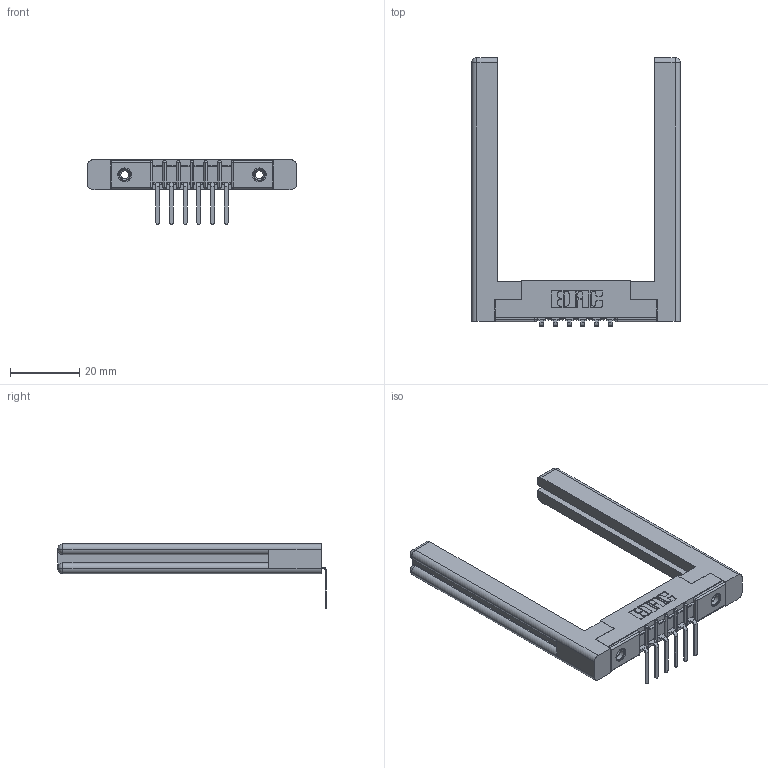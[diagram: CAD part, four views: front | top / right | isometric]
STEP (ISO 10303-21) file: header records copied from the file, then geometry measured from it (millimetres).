
FILE_DESCRIPTION (( 'STEP AP203' ), '1' );
FILE_NAME ('357-006-557-158.STEP', '2019-09-16T17:13:00', ( '' ), ( '' ), 'SwSTEP 2.0', 'SolidWorks 2016', '' );
FILE_SCHEMA (( 'CONFIG_CONTROL_DESIGN' ));
Length unit declared in the file: inch
Products named in the file (5): 345-250-001_345-250-001-102; 307 Part_.156 Dia Mounting Holes; 307-290-002_557; 307-220-058; 357-006-557-158
Assembly tree (11 placements, depth 2):
  357-006-557-158
    307 Part_.156 Dia Mounting Holes
    307-290-002_557  x6
    307-220-058  x2
    345-250-001_345-250-001-102  x2
Bounding box: 60.4 x 77.64 x 18.67 mm (x, y, z)
Volume: 11673.7 mm3; surface area: 11500.6 mm2
Topology: 11 solids, 11 shells, 735 faces, 2141 edges, 1394 vertices
Faces by surface type: plane 436, cylinder 261, sphere 14, torus 12, cone 12
Entity records: 13069 total; most frequent: CARTESIAN_POINT 2207, ORIENTED_EDGE 2136, DIRECTION 2122, EDGE_CURVE 1068, LINE 796, VECTOR 796, VERTEX_POINT 694, AXIS2_PLACEMENT_3D 663
